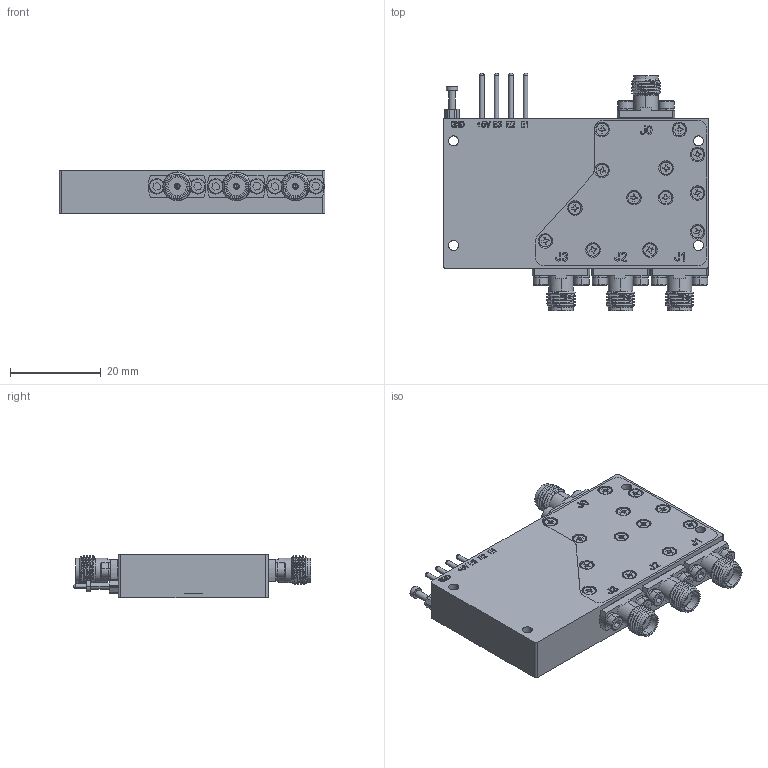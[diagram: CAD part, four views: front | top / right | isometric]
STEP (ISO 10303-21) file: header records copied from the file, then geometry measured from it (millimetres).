
FILE_DESCRIPTION (( 'STEP AP214' ), '1' );
FILE_NAME ('FMSW5012_3D.step', '2025-03-28T19:01:04', ( '' ), ( '' ), 'SwSTEP 2.0', 'SolidWorks 2022', '' );
FILE_SCHEMA (( 'AUTOMOTIVE_DESIGN' ));
Length unit declared in the file: millimetre
Products named in the file (1): FMSW5012_3D
Bounding box: 58.5 x 52.24 x 9.51 mm (x, y, z)
Volume: 19157.2 mm3; surface area: 11775.5 mm2
Topology: 1 solids, 39 shells, 1783 faces, 4677 edges, 2985 vertices
Faces by surface type: plane 1006, cylinder 555, cone 164, bspline 26, torus 16, sphere 16
Entity records: 57618 total; most frequent: CARTESIAN_POINT 13633, DIRECTION 9133, ORIENTED_EDGE 9122, EDGE_CURVE 4561, VECTOR 3183, LINE 3183, VERTEX_POINT 2977, AXIS2_PLACEMENT_3D 2975
